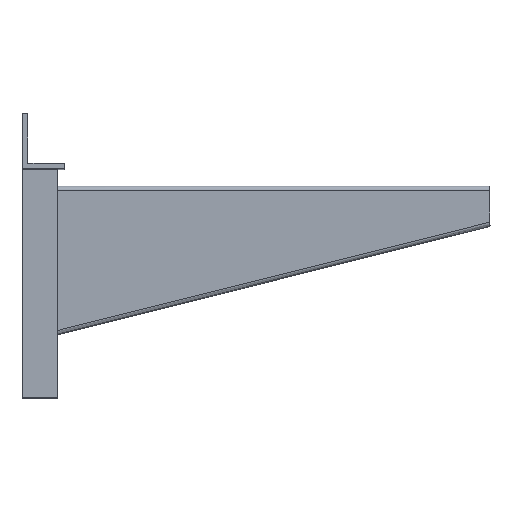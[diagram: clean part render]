
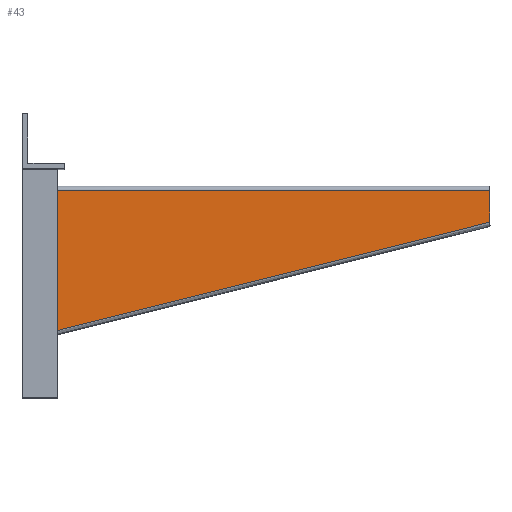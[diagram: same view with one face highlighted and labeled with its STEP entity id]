
A CAD part, top view. The second image highlights one B-rep face of the part: STEP entity #43.
In plain terms, the highlighted planar face has unit normal (0, 0, 1).
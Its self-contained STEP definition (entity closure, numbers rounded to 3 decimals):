
#43=ADVANCED_FACE('',(#116),#1187,.T.);
#116=FACE_OUTER_BOUND('',#189,.T.);
#189=EDGE_LOOP('',(#297,#298,#299,#300));
#297=ORIENTED_EDGE('',*,*,#675,.T.);
#298=ORIENTED_EDGE('',*,*,#677,.T.);
#299=ORIENTED_EDGE('',*,*,#673,.F.);
#300=ORIENTED_EDGE('',*,*,#676,.T.);
#673=EDGE_CURVE('',#1072,#1059,#922,.T.);
#675=EDGE_CURVE('',#1073,#1074,#924,.T.);
#676=EDGE_CURVE('',#1072,#1073,#925,.T.);
#677=EDGE_CURVE('',#1074,#1059,#926,.T.);
#922=B_SPLINE_CURVE_WITH_KNOTS('',1,(#2244,#2245),.UNSPECIFIED.,.F.,.F.,
(2,2),(-628.653,0.),.UNSPECIFIED.);
#924=B_SPLINE_CURVE_WITH_KNOTS('',1,(#2248,#2249),.UNSPECIFIED.,.F.,.F.,
(2,2),(-610.,0.),.UNSPECIFIED.);
#925=B_SPLINE_CURVE_WITH_KNOTS('',1,(#2250,#2251),.UNSPECIFIED.,.F.,.F.,
(2,2),(0.,37.847),.UNSPECIFIED.);
#926=B_SPLINE_CURVE_WITH_KNOTS('',1,(#2252,#2253),.UNSPECIFIED.,.F.,.F.,
(2,2),(0.,189.847),.UNSPECIFIED.);
#1059=VERTEX_POINT('',#2129);
#1072=VERTEX_POINT('',#2142);
#1073=VERTEX_POINT('',#2143);
#1074=VERTEX_POINT('',#2144);
#1187=PLANE('',#1301);
#1301=AXIS2_PLACEMENT_3D('',#1956,#1348,$);
#1348=DIRECTION('',(0.,0.,1.));
#1956=CARTESIAN_POINT('',(25.002,79.653,0.64));
#2129=CARTESIAN_POINT('',(25.002,79.653,0.64));
#2142=CARTESIAN_POINT('',(535.002,207.453,0.64));
#2143=CARTESIAN_POINT('',(535.002,245.,0.64));
#2144=CARTESIAN_POINT('',(25.002,245.,0.64));
#2244=CARTESIAN_POINT('',(535.002,207.453,0.64));
#2245=CARTESIAN_POINT('',(25.002,79.653,0.64));
#2248=CARTESIAN_POINT('',(535.002,245.,0.64));
#2249=CARTESIAN_POINT('',(25.002,245.,0.64));
#2250=CARTESIAN_POINT('',(535.002,207.453,0.64));
#2251=CARTESIAN_POINT('',(535.002,245.,0.64));
#2252=CARTESIAN_POINT('',(25.002,245.,0.64));
#2253=CARTESIAN_POINT('',(25.002,79.653,0.64));
